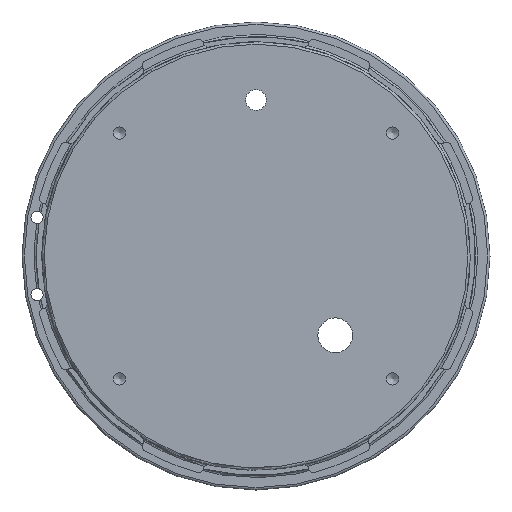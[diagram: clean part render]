
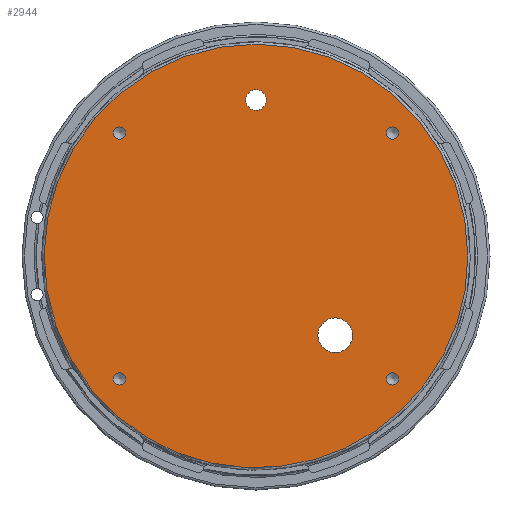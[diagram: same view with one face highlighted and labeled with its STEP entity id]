
A CAD part, front view. The second image highlights one B-rep face of the part: STEP entity #2944.
In plain terms, the highlighted planar face has unit normal (0, -1, 0).
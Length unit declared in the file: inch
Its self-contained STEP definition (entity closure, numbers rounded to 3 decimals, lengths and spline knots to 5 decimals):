
#590=FACE_BOUND('',#955,.T.);
#591=FACE_BOUND('',#956,.T.);
#592=FACE_BOUND('',#957,.T.);
#593=FACE_BOUND('',#958,.T.);
#594=FACE_BOUND('',#959,.T.);
#595=FACE_BOUND('',#960,.T.);
#596=FACE_BOUND('',#961,.T.);
#955=EDGE_LOOP('',(#2707));
#956=EDGE_LOOP('',(#2708));
#957=EDGE_LOOP('',(#2709));
#958=EDGE_LOOP('',(#2710));
#959=EDGE_LOOP('',(#2711));
#960=EDGE_LOOP('',(#2712));
#961=EDGE_LOOP('',(#2713));
#971=CIRCLE('',#2960,0.223);
#975=CIRCLE('',#2967,0.1335);
#1034=CIRCLE('',#3044,0.078);
#1036=CIRCLE('',#3048,0.078);
#1038=CIRCLE('',#3052,0.078);
#1040=CIRCLE('',#3056,0.078);
#1240=CIRCLE('',#3388,2.716);
#1245=VERTEX_POINT('',#4407);
#1249=VERTEX_POINT('',#4418);
#1344=VERTEX_POINT('',#4688);
#1346=VERTEX_POINT('',#4694);
#1348=VERTEX_POINT('',#4700);
#1350=VERTEX_POINT('',#4706);
#1513=VERTEX_POINT('',#5455);
#1517=EDGE_CURVE('',#1245,#1245,#971,.T.);
#1521=EDGE_CURVE('',#1249,#1249,#975,.T.);
#1624=EDGE_CURVE('',#1344,#1344,#1034,.T.);
#1626=EDGE_CURVE('',#1346,#1346,#1036,.T.);
#1628=EDGE_CURVE('',#1348,#1348,#1038,.T.);
#1630=EDGE_CURVE('',#1350,#1350,#1040,.T.);
#1919=EDGE_CURVE('',#1513,#1513,#1240,.T.);
#2707=ORIENTED_EDGE('',*,*,#1517,.T.);
#2708=ORIENTED_EDGE('',*,*,#1521,.T.);
#2709=ORIENTED_EDGE('',*,*,#1624,.T.);
#2710=ORIENTED_EDGE('',*,*,#1626,.T.);
#2711=ORIENTED_EDGE('',*,*,#1628,.T.);
#2712=ORIENTED_EDGE('',*,*,#1630,.T.);
#2713=ORIENTED_EDGE('',*,*,#1919,.F.);
#2780=PLANE('',#3389);
#2944=ADVANCED_FACE('',(#590,#591,#592,#593,#594,#595,#596),#2780,.T.);
#2960=AXIS2_PLACEMENT_3D('',#4408,#3411,#3412);
#2967=AXIS2_PLACEMENT_3D('',#4419,#3425,#3426);
#3044=AXIS2_PLACEMENT_3D('',#4689,#3615,#3616);
#3048=AXIS2_PLACEMENT_3D('',#4695,#3623,#3624);
#3052=AXIS2_PLACEMENT_3D('',#4701,#3631,#3632);
#3056=AXIS2_PLACEMENT_3D('',#4707,#3639,#3640);
#3388=AXIS2_PLACEMENT_3D('',#5456,#4377,#4378);
#3389=AXIS2_PLACEMENT_3D('',#5457,#4379,#4380);
#3411=DIRECTION('center_axis',(0.,1.,0.));
#3412=DIRECTION('ref_axis',(1.,0.,0.));
#3425=DIRECTION('center_axis',(0.,1.,0.));
#3426=DIRECTION('ref_axis',(-1.,0.,0.));
#3615=DIRECTION('center_axis',(0.,1.,0.));
#3616=DIRECTION('ref_axis',(1.,0.,0.));
#3623=DIRECTION('center_axis',(0.,1.,0.));
#3624=DIRECTION('ref_axis',(1.,0.,0.));
#3631=DIRECTION('center_axis',(0.,1.,0.));
#3632=DIRECTION('ref_axis',(1.,0.,0.));
#3639=DIRECTION('center_axis',(0.,1.,0.));
#3640=DIRECTION('ref_axis',(1.,0.,0.));
#4377=DIRECTION('center_axis',(0.,1.,0.));
#4378=DIRECTION('ref_axis',(-1.,0.,0.));
#4379=DIRECTION('center_axis',(0.,-1.,0.));
#4380=DIRECTION('ref_axis',(0.,0.,-1.));
#4407=CARTESIAN_POINT('',(0.79347,-0.6575,-1.01647));
#4408=CARTESIAN_POINT('Origin',(1.01647,-0.6575,-1.01647));
#4418=CARTESIAN_POINT('',(0.1335,-0.6575,2.));
#4419=CARTESIAN_POINT('Origin',(0.,-0.6575,2.));
#4688=CARTESIAN_POINT('',(1.82903,-0.6575,-1.57664));
#4689=CARTESIAN_POINT('Origin',(1.75103,-0.6575,-1.57664));
#4694=CARTESIAN_POINT('',(-1.67303,-0.6575,1.57664));
#4695=CARTESIAN_POINT('Origin',(-1.75103,-0.6575,1.57664));
#4700=CARTESIAN_POINT('',(1.82903,-0.6575,1.57664));
#4701=CARTESIAN_POINT('Origin',(1.75103,-0.6575,1.57664));
#4706=CARTESIAN_POINT('',(-1.67303,-0.6575,-1.57664));
#4707=CARTESIAN_POINT('Origin',(-1.75103,-0.6575,-1.57664));
#5455=CARTESIAN_POINT('',(2.716,-0.6575,0.));
#5456=CARTESIAN_POINT('Origin',(0.,-0.6575,0.));
#5457=CARTESIAN_POINT('Origin',(2.5,-0.6575,0.));
